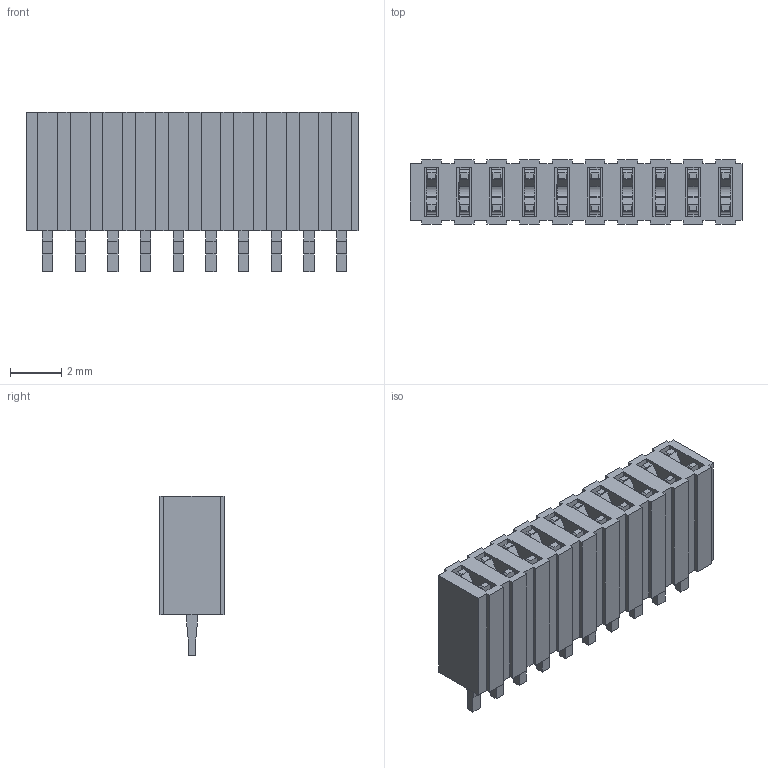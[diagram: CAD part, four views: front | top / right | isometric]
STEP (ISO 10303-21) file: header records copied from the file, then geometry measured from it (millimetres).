
FILE_DESCRIPTION( ('This file contains a STEP AP42 implementation' ,'as created by ZW3D STEP Interface translator.') ,'2;1' );
FILE_NAME( '2346-1XXSXXXYNX1.stp' ,'23 411.10 338', (''), ('ZWCAD Software Co.'), 'Version 1.0', 'ZW3D to STEP translator', '' );
FILE_SCHEMA(('AUTOMOTIVE_DESIGN { 1 0 10303 214 1 1 1 1 }'));
Length unit declared in the file: millimetre
Products named in the file (2): 0; 2346-124SXXXYNX1
Bounding box: 12.9 x 2.5 x 6.2 mm (x, y, z)
Surface area: 596.7 mm2 (no closed solid volume)
Topology: 0 solids, 1 shells, 709 faces, 2170 edges, 1440 vertices
Faces by surface type: plane 539, cylinder 130, bspline 40
Entity records: 25201 total; most frequent: CARTESIAN_POINT 4863, ORIENTED_EDGE 4342, DIRECTION 3773, EDGE_CURVE 2162, VECTOR 1819, LINE 1819, VERTEX_POINT 1426, AXIS2_PLACEMENT_3D 977
